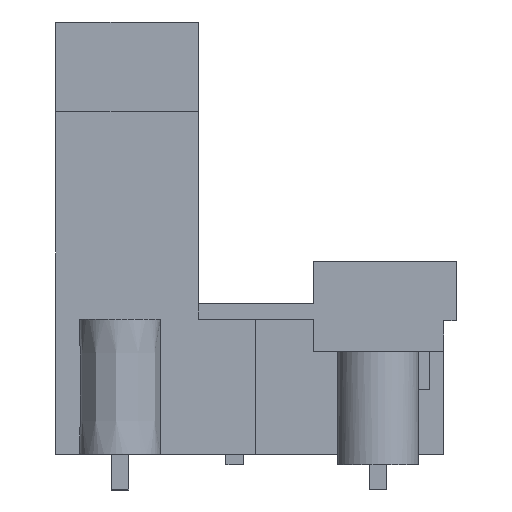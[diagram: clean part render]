
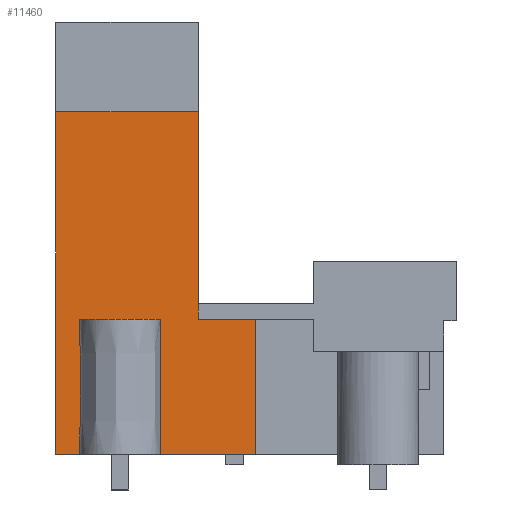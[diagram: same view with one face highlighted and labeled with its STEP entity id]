
A CAD part, left-side view. The second image highlights one B-rep face of the part: STEP entity #11460.
In plain terms, the highlighted planar face has unit normal (-1, 0, 0).
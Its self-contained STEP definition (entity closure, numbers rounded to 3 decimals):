
#11409=AXIS2_PLACEMENT_3D('Plane Axis2P3D',#11406,#11407,#11408) ;
#3991=CARTESIAN_POINT('Line Origine',(3.84,22.779,2.1)) ;
#3995=CARTESIAN_POINT('Vertex',(3.84,23.67,2.1)) ;
#3997=CARTESIAN_POINT('Vertex',(3.84,21.887,2.1)) ;
#4193=CARTESIAN_POINT('Vertex',(3.84,11.84,2.1)) ;
#4196=CARTESIAN_POINT('Line Origine',(3.84,14.846,2.1)) ;
#4200=CARTESIAN_POINT('Vertex',(3.84,17.853,2.1)) ;
#10921=CARTESIAN_POINT('Vertex',(3.84,15.24,11.)) ;
#10951=CARTESIAN_POINT('Line Origine',(3.84,15.24,10.55)) ;
#10955=CARTESIAN_POINT('Vertex',(3.84,15.24,10.1)) ;
#10979=CARTESIAN_POINT('Vertex',(3.84,11.84,10.1)) ;
#10996=CARTESIAN_POINT('Line Origine',(3.84,13.54,10.1)) ;
#11244=CARTESIAN_POINT('Line Origine',(3.84,23.67,12.23)) ;
#11248=CARTESIAN_POINT('Vertex',(3.84,23.67,22.36)) ;
#11406=CARTESIAN_POINT('Axis2P3D Location',(3.84,23.67,1.5)) ;
#11411=CARTESIAN_POINT('Line Origine',(3.84,15.24,16.68)) ;
#11415=CARTESIAN_POINT('Vertex',(3.84,15.24,22.36)) ;
#11418=CARTESIAN_POINT('Line Origine',(3.84,19.455,22.36)) ;
#11423=CARTESIAN_POINT('Line Origine',(3.84,21.887,6.1)) ;
#11427=CARTESIAN_POINT('Vertex',(3.84,21.887,10.1)) ;
#11430=CARTESIAN_POINT('Line Origine',(3.84,19.87,10.1)) ;
#11434=CARTESIAN_POINT('Vertex',(3.84,17.853,10.1)) ;
#11437=CARTESIAN_POINT('Line Origine',(3.84,17.853,6.1)) ;
#11442=CARTESIAN_POINT('Line Origine',(3.84,11.84,6.1)) ;
#3992=DIRECTION('Vector Direction',(0.,-1.,0.)) ;
#4197=DIRECTION('Vector Direction',(0.,-1.,0.)) ;
#10952=DIRECTION('Vector Direction',(0.,0.,-1.)) ;
#10997=DIRECTION('Vector Direction',(0.,1.,0.)) ;
#11245=DIRECTION('Vector Direction',(0.,0.,1.)) ;
#11407=DIRECTION('Axis2P3D Direction',(-1.,0.,0.)) ;
#11408=DIRECTION('Axis2P3D XDirection',(0.,-1.,0.)) ;
#11412=DIRECTION('Vector Direction',(0.,0.,-1.)) ;
#11419=DIRECTION('Vector Direction',(0.,-1.,0.)) ;
#11424=DIRECTION('Vector Direction',(0.,0.,1.)) ;
#11431=DIRECTION('Vector Direction',(0.,1.,0.)) ;
#11438=DIRECTION('Vector Direction',(0.,0.,1.)) ;
#11443=DIRECTION('Vector Direction',(0.,0.,1.)) ;
#3993=VECTOR('Line Direction',#3992,1.) ;
#4198=VECTOR('Line Direction',#4197,1.) ;
#10953=VECTOR('Line Direction',#10952,1.) ;
#10998=VECTOR('Line Direction',#10997,1.) ;
#11246=VECTOR('Line Direction',#11245,1.) ;
#11413=VECTOR('Line Direction',#11412,1.) ;
#11420=VECTOR('Line Direction',#11419,1.) ;
#11425=VECTOR('Line Direction',#11424,1.) ;
#11432=VECTOR('Line Direction',#11431,1.) ;
#11439=VECTOR('Line Direction',#11438,1.) ;
#11444=VECTOR('Line Direction',#11443,1.) ;
#11448=ORIENTED_EDGE('',*,*,#11417,.F.) ;
#11449=ORIENTED_EDGE('',*,*,#11422,.T.) ;
#11450=ORIENTED_EDGE('',*,*,#11250,.T.) ;
#11451=ORIENTED_EDGE('',*,*,#3999,.T.) ;
#11452=ORIENTED_EDGE('',*,*,#11429,.T.) ;
#11453=ORIENTED_EDGE('',*,*,#11436,.F.) ;
#11454=ORIENTED_EDGE('',*,*,#11441,.F.) ;
#11455=ORIENTED_EDGE('',*,*,#4202,.T.) ;
#11456=ORIENTED_EDGE('',*,*,#11446,.T.) ;
#11457=ORIENTED_EDGE('',*,*,#11000,.T.) ;
#11458=ORIENTED_EDGE('',*,*,#10957,.F.) ;
#11460=ADVANCED_FACE('HOUSING',(#11459),#11410,.T.) ;
#3999=EDGE_CURVE('',#3996,#3998,#3994,.T.) ;
#4202=EDGE_CURVE('',#4201,#4194,#4199,.T.) ;
#10957=EDGE_CURVE('',#10922,#10956,#10954,.T.) ;
#11000=EDGE_CURVE('',#10980,#10956,#10999,.T.) ;
#11250=EDGE_CURVE('',#11249,#3996,#11247,.F.) ;
#11417=EDGE_CURVE('',#11416,#10922,#11414,.T.) ;
#11422=EDGE_CURVE('',#11416,#11249,#11421,.F.) ;
#11429=EDGE_CURVE('',#3998,#11428,#11426,.T.) ;
#11436=EDGE_CURVE('',#11435,#11428,#11433,.T.) ;
#11441=EDGE_CURVE('',#4201,#11435,#11440,.T.) ;
#11446=EDGE_CURVE('',#4194,#10980,#11445,.T.) ;
#11447=EDGE_LOOP('',(#11448,#11449,#11450,#11451,#11452,#11453,#11454,#11455,#11456,#11457,#11458)) ;
#11459=FACE_OUTER_BOUND('',#11447,.T.) ;
#3994=LINE('Line',#3991,#3993) ;
#4199=LINE('Line',#4196,#4198) ;
#10954=LINE('Line',#10951,#10953) ;
#10999=LINE('Line',#10996,#10998) ;
#11247=LINE('Line',#11244,#11246) ;
#11414=LINE('Line',#11411,#11413) ;
#11421=LINE('Line',#11418,#11420) ;
#11426=LINE('Line',#11423,#11425) ;
#11433=LINE('Line',#11430,#11432) ;
#11440=LINE('Line',#11437,#11439) ;
#11445=LINE('Line',#11442,#11444) ;
#11410=PLANE('',#11409) ;
#3996=VERTEX_POINT('',#3995) ;
#3998=VERTEX_POINT('',#3997) ;
#4194=VERTEX_POINT('',#4193) ;
#4201=VERTEX_POINT('',#4200) ;
#10922=VERTEX_POINT('',#10921) ;
#10956=VERTEX_POINT('',#10955) ;
#10980=VERTEX_POINT('',#10979) ;
#11249=VERTEX_POINT('',#11248) ;
#11416=VERTEX_POINT('',#11415) ;
#11428=VERTEX_POINT('',#11427) ;
#11435=VERTEX_POINT('',#11434) ;
